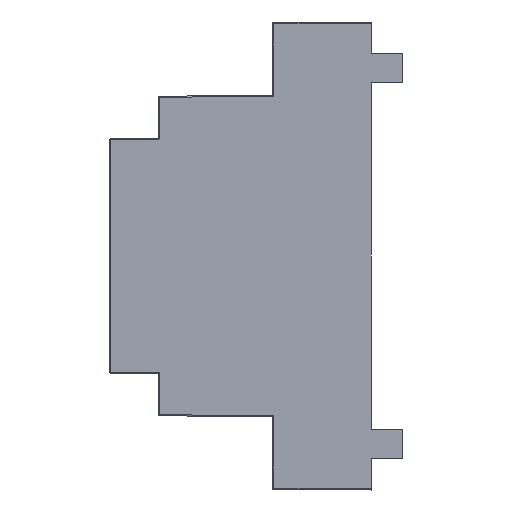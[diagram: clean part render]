
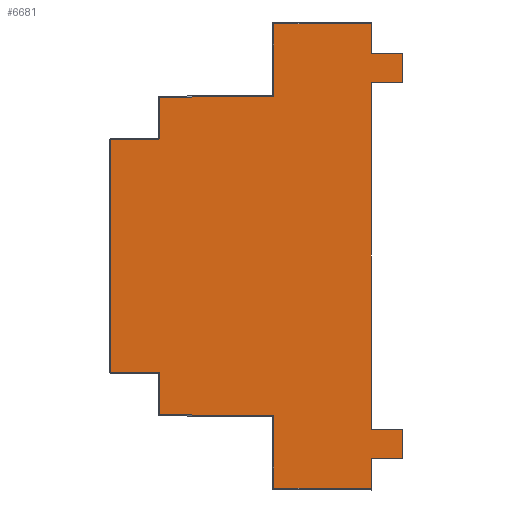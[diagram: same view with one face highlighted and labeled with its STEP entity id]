
A CAD part, left-side view. The second image highlights one B-rep face of the part: STEP entity #6681.
In plain terms, the highlighted planar face has unit normal (-1, 0.009, 0).
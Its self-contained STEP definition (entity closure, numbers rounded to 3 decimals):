
#1699=CARTESIAN_POINT('',(-53.146,6.,44.931));
#1707=CARTESIAN_POINT('',(-53.146,6.,-44.931));
#1753=DIRECTION('',(-0.009,-1.,0.));
#1754=VECTOR('',#1753,6.);
#1755=CARTESIAN_POINT('',(-53.146,6.,-33.38));
#1756=LINE('',#1755,#1754);
#1765=DIRECTION('',(-0.009,-1.,0.));
#1766=VECTOR('',#1765,6.);
#1767=CARTESIAN_POINT('',(-53.146,6.,-39.08));
#1768=LINE('',#1767,#1766);
#1785=DIRECTION('',(0.,0.,1.));
#1786=VECTOR('',#1785,44.743);
#1787=CARTESIAN_POINT('',(-52.707,56.302,
-22.372));
#1788=LINE('',#1787,#1786);
#1789=DIRECTION('',(0.009,1.,-0.009));
#1790=VECTOR('',#1789,9.104);
#1791=CARTESIAN_POINT('',(-52.786,47.198,22.451));
#1792=LINE('',#1791,#1790);
#1793=DIRECTION('',(0.,0.,-1.));
#1794=VECTOR('',#1793,7.761);
#1795=CARTESIAN_POINT('',(-52.79,46.802,30.612));
#1796=LINE('',#1795,#1794);
#1797=DIRECTION('',(0.009,1.,-0.009));
#1798=VECTOR('',#1797,22.002);
#1799=CARTESIAN_POINT('',(-52.982,24.802,30.804));
#1800=LINE('',#1799,#1798);
#1801=DIRECTION('',(0.,0.,-1.));
#1802=VECTOR('',#1801,13.963);
#1803=CARTESIAN_POINT('',(-52.982,24.802,44.767));
#1804=LINE('',#1803,#1802);
#1805=DIRECTION('',(-0.009,-1.,0.009));
#1806=VECTOR('',#1805,18.803);
#1807=CARTESIAN_POINT('',(-52.982,24.802,44.767));
#1808=LINE('',#1807,#1806);
#1809=DIRECTION('',(0.,0.,1.));
#1810=VECTOR('',#1809,5.851);
#1811=CARTESIAN_POINT('',(-53.146,6.,39.08));
#1812=LINE('',#1811,#1810);
#1813=DIRECTION('',(0.,0.,1.));
#1814=VECTOR('',#1813,66.76);
#1815=CARTESIAN_POINT('',(-53.146,6.,-33.38));
#1816=LINE('',#1815,#1814);
#1817=DIRECTION('',(0.,0.,1.));
#1818=VECTOR('',#1817,5.851);
#1819=CARTESIAN_POINT('',(-53.146,6.,-44.931));
#1820=LINE('',#1819,#1818);
#1821=DIRECTION('',(-0.009,-1.,-0.009));
#1822=VECTOR('',#1821,18.803);
#1823=CARTESIAN_POINT('',(-52.982,24.802,
-44.767));
#1824=LINE('',#1823,#1822);
#1825=DIRECTION('',(0.,0.,-1.));
#1826=VECTOR('',#1825,13.963);
#1827=CARTESIAN_POINT('',(-52.982,24.802,
-30.804));
#1828=LINE('',#1827,#1826);
#1829=DIRECTION('',(-0.009,-1.,-0.009));
#1830=VECTOR('',#1829,22.002);
#1831=CARTESIAN_POINT('',(-52.79,46.802,
-30.612));
#1832=LINE('',#1831,#1830);
#1833=DIRECTION('',(0.,0.,-1.));
#1834=VECTOR('',#1833,7.761);
#1835=CARTESIAN_POINT('',(-52.79,46.802,
-22.851));
#1836=LINE('',#1835,#1834);
#1837=DIRECTION('',(-0.009,-1.,-0.009));
#1838=VECTOR('',#1837,9.104);
#1839=CARTESIAN_POINT('',(-52.707,56.302,
-22.372));
#1840=LINE('',#1839,#1838);
#2009=CARTESIAN_POINT('',(-52.786,47.198,
-22.451));
#2010=CARTESIAN_POINT('',(-52.786,47.166,
-22.451));
#2011=CARTESIAN_POINT('',(-52.787,47.107,
-22.459));
#2012=CARTESIAN_POINT('',(-52.788,47.029,
-22.487));
#2013=CARTESIAN_POINT('',(-52.788,46.965,
-22.526));
#2014=CARTESIAN_POINT('',(-52.789,46.915,
-22.57));
#2015=CARTESIAN_POINT('',(-52.789,46.877,
-22.615));
#2016=CARTESIAN_POINT('',(-52.789,46.849,
-22.661));
#2017=CARTESIAN_POINT('',(-52.789,46.828,
-22.706));
#2018=CARTESIAN_POINT('',(-52.79,46.813,
-22.752));
#2019=CARTESIAN_POINT('',(-52.79,46.804,
-22.8));
#2020=CARTESIAN_POINT('',(-52.79,46.802,
-22.834));
#2021=CARTESIAN_POINT('',(-52.79,46.802,
-22.851));
#2915=CARTESIAN_POINT('',(-52.79,46.802,22.851));
#2916=CARTESIAN_POINT('',(-52.79,46.802,22.819));
#2917=CARTESIAN_POINT('',(-52.79,46.809,22.76));
#2918=CARTESIAN_POINT('',(-52.789,46.837,22.682));
#2919=CARTESIAN_POINT('',(-52.789,46.874,22.618));
#2920=CARTESIAN_POINT('',(-52.789,46.918,22.567));
#2921=CARTESIAN_POINT('',(-52.788,46.963,22.529));
#2922=CARTESIAN_POINT('',(-52.788,47.008,22.5));
#2923=CARTESIAN_POINT('',(-52.787,47.053,22.479));
#2924=CARTESIAN_POINT('',(-52.787,47.099,22.464));
#2925=CARTESIAN_POINT('',(-52.787,47.147,22.454));
#2926=CARTESIAN_POINT('',(-52.786,47.181,22.451));
#2927=CARTESIAN_POINT('',(-52.786,47.198,22.451));
#3421=DIRECTION('',(-0.009,-1.,0.));
#3422=VECTOR('',#3421,6.);
#3423=CARTESIAN_POINT('',(-53.146,6.,39.08));
#3424=LINE('',#3423,#3422);
#3429=DIRECTION('',(-0.009,-1.,0.));
#3430=VECTOR('',#3429,6.);
#3431=CARTESIAN_POINT('',(-53.146,6.,33.38));
#3432=LINE('',#3431,#3430);
#3453=DIRECTION('',(0.,0.,1.));
#3454=VECTOR('',#3453,5.7);
#3455=CARTESIAN_POINT('',(-53.198,0.,33.38));
#3456=LINE('',#3455,#3454);
#3465=DIRECTION('',(0.,0.,-1.));
#3466=VECTOR('',#3465,5.7);
#3467=CARTESIAN_POINT('',(-53.198,0.,-33.38));
#3468=LINE('',#3467,#3466);
#4175=CARTESIAN_POINT('',(-53.198,0.,33.38));
#4177=VERTEX_POINT('',#4175);
#4185=CARTESIAN_POINT('',(-53.198,0.,39.08));
#4187=VERTEX_POINT('',#4185);
#4195=CARTESIAN_POINT('',(-53.146,6.,33.38));
#4197=VERTEX_POINT('',#4195);
#4199=CARTESIAN_POINT('',(-53.146,6.,39.08));
#4201=VERTEX_POINT('',#4199);
#4231=CARTESIAN_POINT('',(-53.198,0.,-33.38));
#4233=VERTEX_POINT('',#4231);
#4241=CARTESIAN_POINT('',(-53.198,0.,-39.08));
#4243=VERTEX_POINT('',#4241);
#4253=CARTESIAN_POINT('',(-53.146,6.,-33.38));
#4254=VERTEX_POINT('',#4253);
#4257=CARTESIAN_POINT('',(-53.146,6.,-39.08));
#4258=VERTEX_POINT('',#4257);
#4307=VERTEX_POINT('',#1707);
#4311=CARTESIAN_POINT('',(-52.982,24.802,
-44.767));
#4312=VERTEX_POINT('',#4311);
#4315=CARTESIAN_POINT('',(-52.982,24.802,
-30.804));
#4316=VERTEX_POINT('',#4315);
#4318=VERTEX_POINT('',#1699);
#4319=CARTESIAN_POINT('',(-52.982,24.802,44.767));
#4320=VERTEX_POINT('',#4319);
#4325=CARTESIAN_POINT('',(-52.982,24.802,30.804));
#4326=VERTEX_POINT('',#4325);
#4339=CARTESIAN_POINT('',(-52.786,47.198,
-22.451));
#4340=VERTEX_POINT('',#4339);
#4341=CARTESIAN_POINT('',(-52.79,46.802,
-22.851));
#4342=VERTEX_POINT('',#4341);
#4355=CARTESIAN_POINT('',(-52.79,46.802,22.851));
#4356=VERTEX_POINT('',#4355);
#4357=CARTESIAN_POINT('',(-52.786,47.198,22.451));
#4358=VERTEX_POINT('',#4357);
#4375=CARTESIAN_POINT('',(-52.707,56.302,
-22.372));
#4376=VERTEX_POINT('',#4375);
#4379=CARTESIAN_POINT('',(-52.707,56.302,22.372));
#4380=VERTEX_POINT('',#4379);
#4384=CARTESIAN_POINT('',(-52.79,46.802,30.612));
#4386=VERTEX_POINT('',#4384);
#4405=CARTESIAN_POINT('',(-52.79,46.802,
-30.612));
#4406=VERTEX_POINT('',#4405);
#6635=CARTESIAN_POINT('',(-52.705,56.5,-47.482));
#6636=DIRECTION('',(-1.,0.009,0.));
#6637=DIRECTION('',(0.,0.,1.));
#6638=AXIS2_PLACEMENT_3D('',#6635,#6636,#6637);
#6639=PLANE('',#6638);
#6641=ORIENTED_EDGE('',*,*,#6640,.T.);
#6643=ORIENTED_EDGE('',*,*,#6642,.F.);
#6645=ORIENTED_EDGE('',*,*,#6644,.F.);
#6647=ORIENTED_EDGE('',*,*,#6646,.F.);
#6649=ORIENTED_EDGE('',*,*,#6648,.F.);
#6651=ORIENTED_EDGE('',*,*,#6650,.F.);
#6653=ORIENTED_EDGE('',*,*,#6652,.T.);
#6654=ORIENTED_EDGE('',*,*,#6547,.F.);
#6656=ORIENTED_EDGE('',*,*,#6655,.T.);
#6658=ORIENTED_EDGE('',*,*,#6657,.F.);
#6660=ORIENTED_EDGE('',*,*,#6659,.F.);
#6661=ORIENTED_EDGE('',*,*,#6507,.F.);
#6662=ORIENTED_EDGE('',*,*,#6596,.T.);
#6664=ORIENTED_EDGE('',*,*,#6663,.T.);
#6665=ORIENTED_EDGE('',*,*,#6623,.F.);
#6666=ORIENTED_EDGE('',*,*,#6567,.F.);
#6668=ORIENTED_EDGE('',*,*,#6667,.F.);
#6670=ORIENTED_EDGE('',*,*,#6669,.F.);
#6672=ORIENTED_EDGE('',*,*,#6671,.F.);
#6674=ORIENTED_EDGE('',*,*,#6673,.F.);
#6676=ORIENTED_EDGE('',*,*,#6675,.F.);
#6678=ORIENTED_EDGE('',*,*,#6677,.F.);
#6679=EDGE_LOOP('',(#6641,#6643,#6645,#6647,#6649,#6651,#6653,#6654,#6656,#6658,
#6660,#6661,#6662,#6664,#6665,#6666,#6668,#6670,#6672,#6674,#6676,#6678));
#6680=FACE_OUTER_BOUND('',#6679,.F.);
#6681=ADVANCED_FACE('',(#6680),#6639,.T.);
#2022=B_SPLINE_CURVE_WITH_KNOTS('',3,(#2009,#2010,#2011,#2012,#2013,#2014,#2015,
#2016,#2017,#2018,#2019,#2020,#2021),.UNSPECIFIED.,.F.,.F.,(4,1,1,1,1,1,1,1,1,1,
4),(0.,0.1,0.2,0.3,0.4,0.5,0.6,0.7,0.8,0.9,1.),
.UNSPECIFIED.);
#2928=B_SPLINE_CURVE_WITH_KNOTS('',3,(#2915,#2916,#2917,#2918,#2919,#2920,#2921,
#2922,#2923,#2924,#2925,#2926,#2927),.UNSPECIFIED.,.F.,.F.,(4,1,1,1,1,1,1,1,1,1,
4),(0.,0.1,0.2,0.3,0.4,0.5,0.6,0.7,0.8,0.9,1.),
.UNSPECIFIED.);
#6507=EDGE_CURVE('',#4254,#4197,#1816,.T.);
#6547=EDGE_CURVE('',#4201,#4318,#1812,.T.);
#6567=EDGE_CURVE('',#4307,#4258,#1820,.T.);
#6596=EDGE_CURVE('',#4254,#4233,#1756,.T.);
#6623=EDGE_CURVE('',#4258,#4243,#1768,.T.);
#6640=EDGE_CURVE('',#4376,#4380,#1788,.T.);
#6642=EDGE_CURVE('',#4358,#4380,#1792,.T.);
#6644=EDGE_CURVE('',#4356,#4358,#2928,.T.);
#6646=EDGE_CURVE('',#4386,#4356,#1796,.T.);
#6648=EDGE_CURVE('',#4326,#4386,#1800,.T.);
#6650=EDGE_CURVE('',#4320,#4326,#1804,.T.);
#6652=EDGE_CURVE('',#4320,#4318,#1808,.T.);
#6655=EDGE_CURVE('',#4201,#4187,#3424,.T.);
#6657=EDGE_CURVE('',#4177,#4187,#3456,.T.);
#6659=EDGE_CURVE('',#4197,#4177,#3432,.T.);
#6663=EDGE_CURVE('',#4233,#4243,#3468,.T.);
#6667=EDGE_CURVE('',#4312,#4307,#1824,.T.);
#6669=EDGE_CURVE('',#4316,#4312,#1828,.T.);
#6671=EDGE_CURVE('',#4406,#4316,#1832,.T.);
#6673=EDGE_CURVE('',#4342,#4406,#1836,.T.);
#6675=EDGE_CURVE('',#4340,#4342,#2022,.T.);
#6677=EDGE_CURVE('',#4376,#4340,#1840,.T.);
